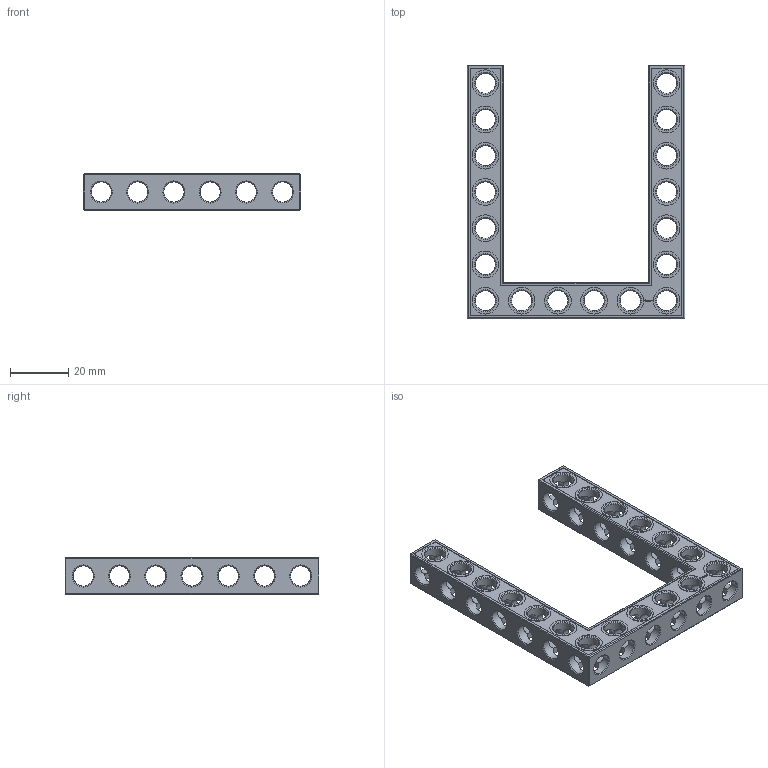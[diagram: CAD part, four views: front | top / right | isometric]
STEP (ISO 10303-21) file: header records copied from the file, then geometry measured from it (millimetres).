
FILE_DESCRIPTION(('FreeCAD Model'),'2;1');
FILE_NAME('Open CASCADE Shape Model','2022-02-23T18:21:44',( 'Paulo Kiefe'),('STEMFIE.org'),'Open CASCADE STEP processor 7.5', 'FreeCAD','Unknown');
FILE_SCHEMA(('AUTOMOTIVE_DESIGN { 1 0 10303 214 1 1 1 1 }'));
Products named in the file (1): Beam AGD ESS USH SYM BU06x07x01 - SPN-BEM-0363 (stemfie.org)
Bounding box: 75 x 87.5 x 12.5 mm (x, y, z)
Volume: 17588.6 mm3; surface area: 15816.3 mm2
Topology: 1 solids, 1 shells, 781 faces, 2287 edges, 1487 vertices
Faces by surface type: plane 392, extrusion 206, cylinder 109, cone 74
Full cylindrical faces by diameter (mm): 6.98 x16, 7 x75, 9.2 x18
Entity records: 119704 total; most frequent: CARTESIAN_POINT 76969, DIRECTION 6733, VECTOR 4779, ORIENTED_EDGE 4574, PCURVE 4574, DEFINITIONAL_REPRESENTATION 4574, LINE 4573, EDGE_CURVE 2287
